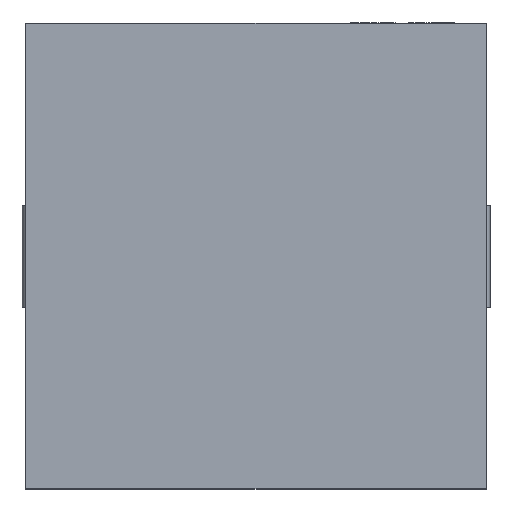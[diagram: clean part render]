
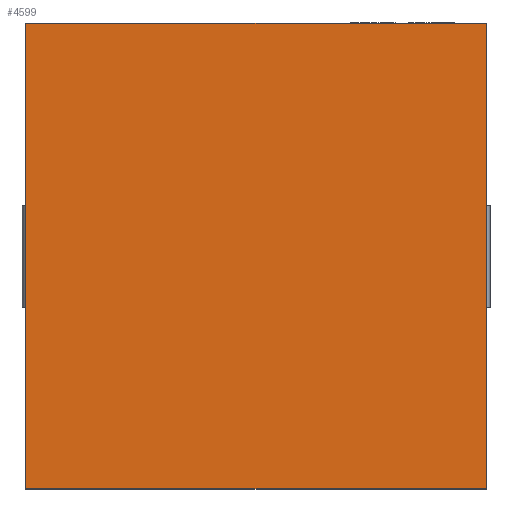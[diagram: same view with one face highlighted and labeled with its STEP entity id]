
A CAD part, top view. The second image highlights one B-rep face of the part: STEP entity #4599.
In plain terms, the highlighted planar face has unit normal (0, 0, 1).
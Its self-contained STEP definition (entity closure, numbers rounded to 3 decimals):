
#46 = DIRECTION ( 'NONE',  ( 0., 1., 0. ) ) ;
#74 = ORIENTED_EDGE ( 'NONE', *, *, #9479, .T. ) ;
#80 = EDGE_CURVE ( 'NONE', #7082, #3306, #5951, .T. ) ;
#751 = VECTOR ( 'NONE', #8073, 1000. ) ;
#864 = FACE_OUTER_BOUND ( 'NONE', #6968, .T. ) ;
#892 = DIRECTION ( 'NONE',  ( 0., -1., 0. ) ) ;
#985 = LINE ( 'NONE', #11287, #12357 ) ;
#1497 = AXIS2_PLACEMENT_3D ( 'NONE', #8133, #10979, #2133 ) ;
#2133 = DIRECTION ( 'NONE',  ( 1., 0., 0. ) ) ;
#2137 = LINE ( 'NONE', #6198, #751 ) ;
#2153 = EDGE_CURVE ( 'NONE', #13161, #9014, #985, .T. ) ;
#2366 = ORIENTED_EDGE ( 'NONE', *, *, #80, .T. ) ;
#3306 = VERTEX_POINT ( 'NONE', #8177 ) ;
#4599 = ADVANCED_FACE ( 'NONE', ( #864 ), #6194, .T. ) ;
#5182 = CARTESIAN_POINT ( 'NONE',  ( 9., -9.1, 9.01 ) ) ;
#5515 = LINE ( 'NONE', #7597, #6306 ) ;
#5951 = LINE ( 'NONE', #11871, #9300 ) ;
#6194 = PLANE ( 'NONE',  #1497 ) ;
#6198 = CARTESIAN_POINT ( 'NONE',  ( -9., 9.1, 9.01 ) ) ;
#6306 = VECTOR ( 'NONE', #8644, 1000. ) ;
#6968 = EDGE_LOOP ( 'NONE', ( #10203, #2366, #74, #12039 ) ) ;
#7082 = VERTEX_POINT ( 'NONE', #11464 ) ;
#7597 = CARTESIAN_POINT ( 'NONE',  ( -9., -9.1, 9.01 ) ) ;
#8073 = DIRECTION ( 'NONE',  ( -1., 0., 0. ) ) ;
#8133 = CARTESIAN_POINT ( 'NONE',  ( 0., 0., 9.01 ) ) ;
#8177 = CARTESIAN_POINT ( 'NONE',  ( -9., -9.1, 9.01 ) ) ;
#8473 = CARTESIAN_POINT ( 'NONE',  ( 9., 9.1, 9.01 ) ) ;
#8644 = DIRECTION ( 'NONE',  ( 1., 0., 0. ) ) ;
#9014 = VERTEX_POINT ( 'NONE', #8473 ) ;
#9300 = VECTOR ( 'NONE', #892, 1000. ) ;
#9479 = EDGE_CURVE ( 'NONE', #3306, #13161, #5515, .T. ) ;
#10203 = ORIENTED_EDGE ( 'NONE', *, *, #12709, .T. ) ;
#10979 = DIRECTION ( 'NONE',  ( 0., 0., 1. ) ) ;
#11287 = CARTESIAN_POINT ( 'NONE',  ( 9., -9.1, 9.01 ) ) ;
#11464 = CARTESIAN_POINT ( 'NONE',  ( -9., 9.1, 9.01 ) ) ;
#11871 = CARTESIAN_POINT ( 'NONE',  ( -9., -9.1, 9.01 ) ) ;
#12039 = ORIENTED_EDGE ( 'NONE', *, *, #2153, .T. ) ;
#12357 = VECTOR ( 'NONE', #46, 1000. ) ;
#12709 = EDGE_CURVE ( 'NONE', #9014, #7082, #2137, .T. ) ;
#13161 = VERTEX_POINT ( 'NONE', #5182 ) ;
